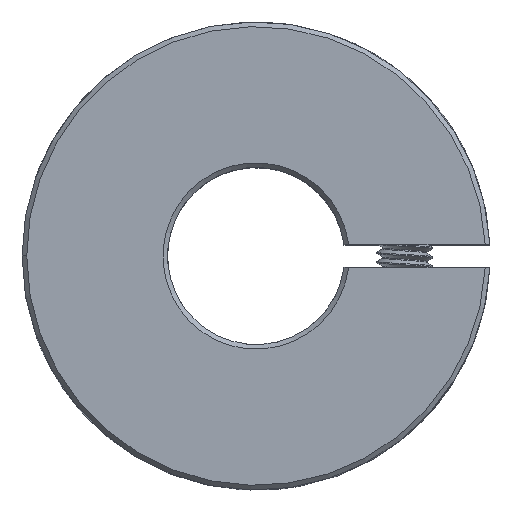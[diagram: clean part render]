
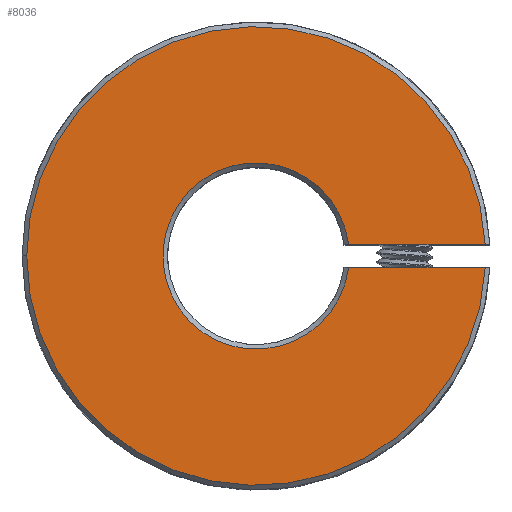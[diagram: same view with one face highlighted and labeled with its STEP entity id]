
A CAD part, top view. The second image highlights one B-rep face of the part: STEP entity #8036.
In plain terms, the highlighted planar face has unit normal (0, 0, 1).
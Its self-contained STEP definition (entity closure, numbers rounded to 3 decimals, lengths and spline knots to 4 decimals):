
#123 = CARTESIAN_POINT ( 'NONE',  ( 0., 0., 0.3287 ) ) ;
#1502 = AXIS2_PLACEMENT_3D ( 'NONE', #2566, #18262, #20555 ) ;
#1557 = EDGE_CURVE ( 'NONE', #20964, #8698, #19683, .T. ) ;
#1964 = EDGE_CURVE ( 'NONE', #23706, #8698, #17895, .T. ) ;
#2143 = DIRECTION ( 'NONE',  ( -1., 0., 0. ) ) ;
#2566 = CARTESIAN_POINT ( 'NONE',  ( 0., 0., 0.3287 ) ) ;
#2584 = VECTOR ( 'NONE', #2143, 39.3701 ) ;
#2716 = VERTEX_POINT ( 'NONE', #10213 ) ;
#3184 = EDGE_CURVE ( 'NONE', #28485, #23706, #4004, .T. ) ;
#4004 = LINE ( 'NONE', #13870, #2584 ) ;
#6133 = DIRECTION ( 'NONE',  ( 0., 0., -1. ) ) ;
#6342 = ORIENTED_EDGE ( 'NONE', *, *, #3184, .T. ) ;
#6393 = CARTESIAN_POINT ( 'NONE',  ( 0.4856, -0.0236, 0.3287 ) ) ;
#6472 = CARTESIAN_POINT ( 'NONE',  ( 0.1961, 0.0236, 0.3287 ) ) ;
#6995 = CARTESIAN_POINT ( 'NONE',  ( 0., 0., 0.3287 ) ) ;
#7343 = AXIS2_PLACEMENT_3D ( 'NONE', #6995, #22913, #11268 ) ;
#8036 = ADVANCED_FACE ( 'NONE', ( #24178 ), #24154, .F. ) ;
#8422 = CARTESIAN_POINT ( 'NONE',  ( 0., 0.1876, 0.3287 ) ) ;
#8621 = AXIS2_PLACEMENT_3D ( 'NONE', #8422, #6133, #22049 ) ;
#8698 = VERTEX_POINT ( 'NONE', #6472 ) ;
#9355 = DIRECTION ( 'NONE',  ( 0., 0., -1. ) ) ;
#10213 = CARTESIAN_POINT ( 'NONE',  ( -0.4861, 0., 0.3287 ) ) ;
#11268 = DIRECTION ( 'NONE',  ( -1., 0., 0. ) ) ;
#11646 = ORIENTED_EDGE ( 'NONE', *, *, #1964, .T. ) ;
#12517 = EDGE_LOOP ( 'NONE', ( #6342, #11646, #24882, #17975, #23258 ) ) ;
#12754 = DIRECTION ( 'NONE',  ( -1., 0., 0. ) ) ;
#13870 = CARTESIAN_POINT ( 'NONE',  ( 0.4961, -0.0236, 0.3287 ) ) ;
#14303 = CIRCLE ( 'NONE', #1502, 0.4861 ) ;
#17895 = CIRCLE ( 'NONE', #26881, 0.1975 ) ;
#17975 = ORIENTED_EDGE ( 'NONE', *, *, #19589, .T. ) ;
#18262 = DIRECTION ( 'NONE',  ( 0., 0., 1. ) ) ;
#19229 = CARTESIAN_POINT ( 'NONE',  ( 0.4961, 0.0236, 0.3287 ) ) ;
#19589 = EDGE_CURVE ( 'NONE', #20964, #2716, #14303, .T. ) ;
#19683 = LINE ( 'NONE', #19229, #21824 ) ;
#20318 = CIRCLE ( 'NONE', #7343, 0.4861 ) ;
#20555 = DIRECTION ( 'NONE',  ( -1., 0., 0. ) ) ;
#20964 = VERTEX_POINT ( 'NONE', #23137 ) ;
#21824 = VECTOR ( 'NONE', #12754, 39.3701 ) ;
#22049 = DIRECTION ( 'NONE',  ( -1., 0., 0. ) ) ;
#22749 = CARTESIAN_POINT ( 'NONE',  ( 0.1961, -0.0236, 0.3287 ) ) ;
#22869 = EDGE_CURVE ( 'NONE', #2716, #28485, #20318, .T. ) ;
#22913 = DIRECTION ( 'NONE',  ( 0., 0., 1. ) ) ;
#23137 = CARTESIAN_POINT ( 'NONE',  ( 0.4856, 0.0236, 0.3287 ) ) ;
#23258 = ORIENTED_EDGE ( 'NONE', *, *, #22869, .T. ) ;
#23706 = VERTEX_POINT ( 'NONE', #22749 ) ;
#24154 = PLANE ( 'NONE',  #8621 ) ;
#24178 = FACE_OUTER_BOUND ( 'NONE', #12517, .T. ) ;
#24882 = ORIENTED_EDGE ( 'NONE', *, *, #1557, .F. ) ;
#26881 = AXIS2_PLACEMENT_3D ( 'NONE', #123, #9355, #27617 ) ;
#27617 = DIRECTION ( 'NONE',  ( -1., 0., 0. ) ) ;
#28485 = VERTEX_POINT ( 'NONE', #6393 ) ;
